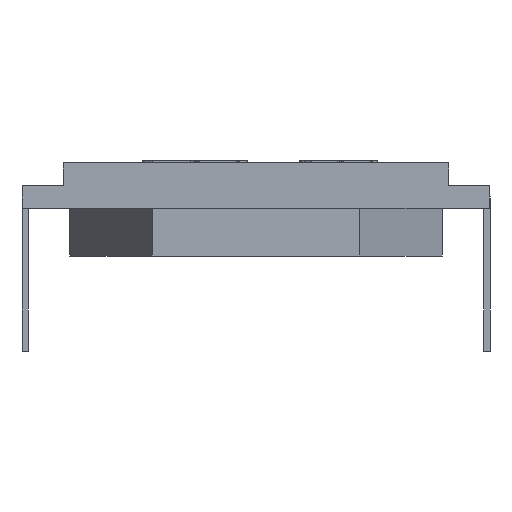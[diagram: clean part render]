
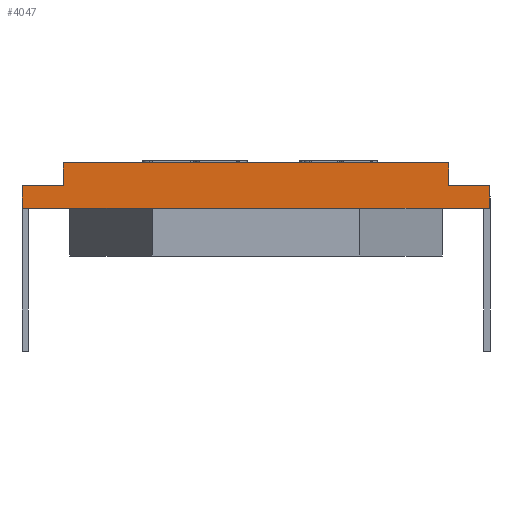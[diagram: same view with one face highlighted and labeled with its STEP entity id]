
A CAD part, left-side view. The second image highlights one B-rep face of the part: STEP entity #4047.
In plain terms, the highlighted planar face has unit normal (-1, 0, 0).
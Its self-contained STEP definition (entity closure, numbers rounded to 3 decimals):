
#186 = CARTESIAN_POINT ( 'NONE',  ( -36.5, -10.7, 0.4 ) ) ;
#404 = EDGE_CURVE ( 'NONE', #8863, #22092, #9589, .T. ) ;
#596 = VECTOR ( 'NONE', #19928, 1000. ) ;
#849 = CARTESIAN_POINT ( 'NONE',  ( -36.5, -8.7, -0.7 ) ) ;
#1253 = VERTEX_POINT ( 'NONE', #1386 ) ;
#1386 = CARTESIAN_POINT ( 'NONE',  ( -36.5, -10.7, 0.4 ) ) ;
#2607 = DIRECTION ( 'NONE',  ( 0., -1., 0. ) ) ;
#2976 = VECTOR ( 'NONE', #23351, 1000. ) ;
#4047 = ADVANCED_FACE ( 'NONE', ( #21991 ), #26451, .T. ) ;
#5537 = DIRECTION ( 'NONE',  ( -1., 0., 0. ) ) ;
#6429 = LINE ( 'NONE', #26475, #596 ) ;
#6491 = CARTESIAN_POINT ( 'NONE',  ( -36.5, -29.3, 0.4 ) ) ;
#6634 = ORIENTED_EDGE ( 'NONE', *, *, #13657, .T. ) ;
#6658 = EDGE_CURVE ( 'NONE', #8863, #8070, #9169, .T. ) ;
#6824 = ORIENTED_EDGE ( 'NONE', *, *, #18625, .F. ) ;
#7043 = VECTOR ( 'NONE', #15767, 1000. ) ;
#7101 = ORIENTED_EDGE ( 'NONE', *, *, #18646, .F. ) ;
#7188 = ORIENTED_EDGE ( 'NONE', *, *, #6658, .T. ) ;
#7759 = ORIENTED_EDGE ( 'NONE', *, *, #18333, .F. ) ;
#8070 = VERTEX_POINT ( 'NONE', #10368 ) ;
#8118 = CARTESIAN_POINT ( 'NONE',  ( -36.5, -8.7, 0.4 ) ) ;
#8384 = CARTESIAN_POINT ( 'NONE',  ( -36.5, -8.7, -0.7 ) ) ;
#8863 = VERTEX_POINT ( 'NONE', #26461 ) ;
#9169 = LINE ( 'NONE', #14150, #24210 ) ;
#9181 = EDGE_CURVE ( 'NONE', #28326, #18648, #15138, .T. ) ;
#9357 = EDGE_CURVE ( 'NONE', #14056, #9742, #20934, .T. ) ;
#9489 = VECTOR ( 'NONE', #2607, 1000. ) ;
#9588 = DIRECTION ( 'NONE',  ( 0., -1., 0. ) ) ;
#9589 = LINE ( 'NONE', #8384, #27672 ) ;
#9742 = VERTEX_POINT ( 'NONE', #23359 ) ;
#10368 = CARTESIAN_POINT ( 'NONE',  ( -36.5, -11., -0.7 ) ) ;
#10444 = CARTESIAN_POINT ( 'NONE',  ( -36.5, -8.7, 1.5 ) ) ;
#10868 = LINE ( 'NONE', #10444, #2976 ) ;
#10879 = CARTESIAN_POINT ( 'NONE',  ( -36.5, -10.7, 1.5 ) ) ;
#10960 = ORIENTED_EDGE ( 'NONE', *, *, #404, .F. ) ;
#12340 = LINE ( 'NONE', #186, #18846 ) ;
#12841 = VECTOR ( 'NONE', #17426, 1000. ) ;
#13016 = CARTESIAN_POINT ( 'NONE',  ( -36.5, -8.7, -0.7 ) ) ;
#13341 = VERTEX_POINT ( 'NONE', #27111 ) ;
#13471 = DIRECTION ( 'NONE',  ( 0., 0., 1. ) ) ;
#13657 = EDGE_CURVE ( 'NONE', #9742, #13341, #15569, .T. ) ;
#14056 = VERTEX_POINT ( 'NONE', #25666 ) ;
#14150 = CARTESIAN_POINT ( 'NONE',  ( -36.5, -8.7, -0.7 ) ) ;
#14273 = VERTEX_POINT ( 'NONE', #10879 ) ;
#15138 = LINE ( 'NONE', #20465, #26705 ) ;
#15206 = CARTESIAN_POINT ( 'NONE',  ( -36.5, -31.3, -0.7 ) ) ;
#15569 = LINE ( 'NONE', #15206, #12841 ) ;
#15767 = DIRECTION ( 'NONE',  ( 0., -1., 0. ) ) ;
#16024 = EDGE_CURVE ( 'NONE', #1253, #14273, #12340, .T. ) ;
#17426 = DIRECTION ( 'NONE',  ( 0., 0., 1. ) ) ;
#17905 = CARTESIAN_POINT ( 'NONE',  ( -36.5, -8.7, 0.4 ) ) ;
#18333 = EDGE_CURVE ( 'NONE', #14273, #18648, #10868, .T. ) ;
#18625 = EDGE_CURVE ( 'NONE', #28326, #13341, #6429, .T. ) ;
#18646 = EDGE_CURVE ( 'NONE', #22092, #1253, #27578, .T. ) ;
#18648 = VERTEX_POINT ( 'NONE', #26741 ) ;
#18846 = VECTOR ( 'NONE', #13471, 1000. ) ;
#19299 = EDGE_CURVE ( 'NONE', #8070, #14056, #25497, .T. ) ;
#19928 = DIRECTION ( 'NONE',  ( 0., -1., 0. ) ) ;
#20465 = CARTESIAN_POINT ( 'NONE',  ( -36.5, -29.3, 0.4 ) ) ;
#20934 = LINE ( 'NONE', #13016, #21960 ) ;
#21671 = DIRECTION ( 'NONE',  ( 0., 0., 1. ) ) ;
#21960 = VECTOR ( 'NONE', #25879, 1000. ) ;
#21991 = FACE_OUTER_BOUND ( 'NONE', #22641, .T. ) ;
#22092 = VERTEX_POINT ( 'NONE', #8118 ) ;
#22485 = ORIENTED_EDGE ( 'NONE', *, *, #9357, .T. ) ;
#22641 = EDGE_LOOP ( 'NONE', ( #25021, #7759, #25988, #7101, #10960, #7188, #24896, #22485, #6634, #6824 ) ) ;
#22820 = DIRECTION ( 'NONE',  ( 0., -1., 0. ) ) ;
#23351 = DIRECTION ( 'NONE',  ( 0., -1., 0. ) ) ;
#23359 = CARTESIAN_POINT ( 'NONE',  ( -36.5, -31.3, -0.7 ) ) ;
#24210 = VECTOR ( 'NONE', #9588, 1000. ) ;
#24716 = CARTESIAN_POINT ( 'NONE',  ( -36.5, -8.7, -0.7 ) ) ;
#24896 = ORIENTED_EDGE ( 'NONE', *, *, #19299, .T. ) ;
#25021 = ORIENTED_EDGE ( 'NONE', *, *, #9181, .T. ) ;
#25497 = LINE ( 'NONE', #24716, #7043 ) ;
#25666 = CARTESIAN_POINT ( 'NONE',  ( -36.5, -29., -0.7 ) ) ;
#25879 = DIRECTION ( 'NONE',  ( 0., -1., 0. ) ) ;
#25988 = ORIENTED_EDGE ( 'NONE', *, *, #16024, .F. ) ;
#26451 = PLANE ( 'NONE',  #27745 ) ;
#26461 = CARTESIAN_POINT ( 'NONE',  ( -36.5, -8.7, -0.7 ) ) ;
#26475 = CARTESIAN_POINT ( 'NONE',  ( -36.5, -31.3, 0.4 ) ) ;
#26705 = VECTOR ( 'NONE', #27098, 1000. ) ;
#26741 = CARTESIAN_POINT ( 'NONE',  ( -36.5, -29.3, 1.5 ) ) ;
#27098 = DIRECTION ( 'NONE',  ( 0., 0., 1. ) ) ;
#27111 = CARTESIAN_POINT ( 'NONE',  ( -36.5, -31.3, 0.4 ) ) ;
#27578 = LINE ( 'NONE', #17905, #9489 ) ;
#27672 = VECTOR ( 'NONE', #21671, 1000. ) ;
#27745 = AXIS2_PLACEMENT_3D ( 'NONE', #849, #5537, #22820 ) ;
#28326 = VERTEX_POINT ( 'NONE', #6491 ) ;
